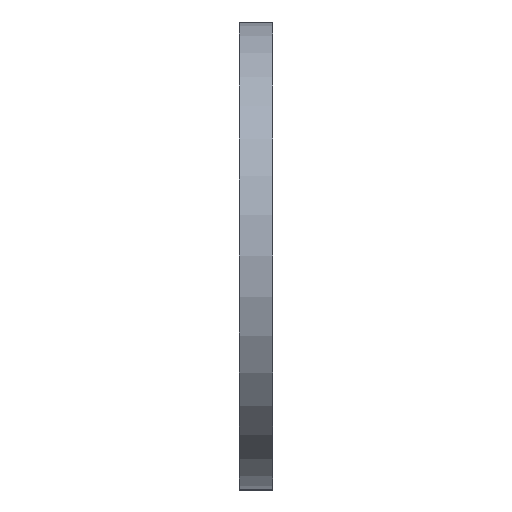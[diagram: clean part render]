
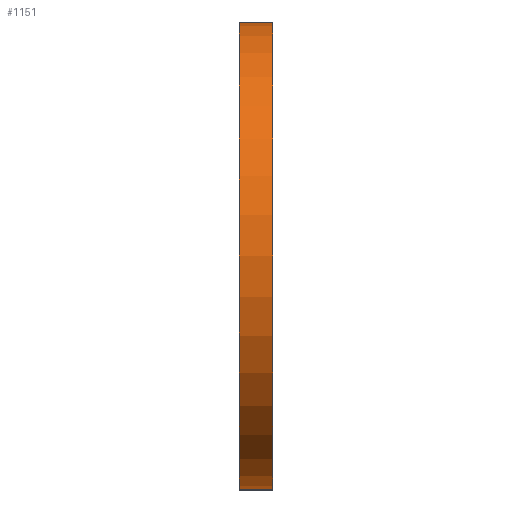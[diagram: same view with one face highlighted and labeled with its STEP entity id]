
A CAD part, left-side view. The second image highlights one B-rep face of the part: STEP entity #1151.
In plain terms, the highlighted cylindrical face has radius 15.875 mm (diameter 31.75 mm), a partial arc.
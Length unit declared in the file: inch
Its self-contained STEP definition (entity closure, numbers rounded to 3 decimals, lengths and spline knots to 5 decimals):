
#60 = VECTOR ( 'NONE', #925, 39.37008 ) ;
#221 = AXIS2_PLACEMENT_3D ( 'NONE', #1472, #446, #1657 ) ;
#275 = AXIS2_PLACEMENT_3D ( 'NONE', #776, #773, #764 ) ;
#279 = EDGE_LOOP ( 'NONE', ( #1882, #747, #1041, #1901 ) ) ;
#288 = EDGE_CURVE ( 'NONE', #1311, #835, #319, .T. ) ;
#319 = CIRCLE ( 'NONE', #275, 0.625 ) ;
#374 = LINE ( 'NONE', #1830, #2150 ) ;
#381 = AXIS2_PLACEMENT_3D ( 'NONE', #1336, #746, #1508 ) ;
#404 = VERTEX_POINT ( 'NONE', #1309 ) ;
#407 = CIRCLE ( 'NONE', #221, 0.625 ) ;
#446 = DIRECTION ( 'NONE',  ( 0., 1., 0. ) ) ;
#447 = CYLINDRICAL_SURFACE ( 'NONE', #381, 0.625 ) ;
#507 = FACE_OUTER_BOUND ( 'NONE', #279, .T. ) ;
#520 = LINE ( 'NONE', #758, #60 ) ;
#655 = EDGE_CURVE ( 'NONE', #835, #2074, #374, .T. ) ;
#746 = DIRECTION ( 'NONE',  ( 0., -1., 0. ) ) ;
#747 = ORIENTED_EDGE ( 'NONE', *, *, #655, .F. ) ;
#758 = CARTESIAN_POINT ( 'NONE',  ( -1.5, 0.09, -0.625 ) ) ;
#764 = DIRECTION ( 'NONE',  ( 0., 0., 1. ) ) ;
#773 = DIRECTION ( 'NONE',  ( 0., 1., 0. ) ) ;
#776 = CARTESIAN_POINT ( 'NONE',  ( -1.5, 0.09, 0. ) ) ;
#835 = VERTEX_POINT ( 'NONE', #1038 ) ;
#897 = CARTESIAN_POINT ( 'NONE',  ( -1.5, 0.09, -0.625 ) ) ;
#925 = DIRECTION ( 'NONE',  ( 0., -1., 0. ) ) ;
#1038 = CARTESIAN_POINT ( 'NONE',  ( -1.5, 0.09, 0.625 ) ) ;
#1041 = ORIENTED_EDGE ( 'NONE', *, *, #288, .F. ) ;
#1151 = ADVANCED_FACE ( 'NONE', ( #507 ), #447, .T. ) ;
#1309 = CARTESIAN_POINT ( 'NONE',  ( -1.5, 0., -0.625 ) ) ;
#1311 = VERTEX_POINT ( 'NONE', #897 ) ;
#1336 = CARTESIAN_POINT ( 'NONE',  ( -1.5, 0.09, 0. ) ) ;
#1426 = EDGE_CURVE ( 'NONE', #1311, #404, #520, .T. ) ;
#1429 = CARTESIAN_POINT ( 'NONE',  ( -1.5, 0., 0.625 ) ) ;
#1472 = CARTESIAN_POINT ( 'NONE',  ( -1.5, 0., 0. ) ) ;
#1498 = EDGE_CURVE ( 'NONE', #404, #2074, #407, .T. ) ;
#1508 = DIRECTION ( 'NONE',  ( 0., 0., -1. ) ) ;
#1657 = DIRECTION ( 'NONE',  ( 0., 0., 1. ) ) ;
#1830 = CARTESIAN_POINT ( 'NONE',  ( -1.5, 0.09, 0.625 ) ) ;
#1882 = ORIENTED_EDGE ( 'NONE', *, *, #1498, .T. ) ;
#1901 = ORIENTED_EDGE ( 'NONE', *, *, #1426, .T. ) ;
#2022 = DIRECTION ( 'NONE',  ( 0., -1., 0. ) ) ;
#2074 = VERTEX_POINT ( 'NONE', #1429 ) ;
#2150 = VECTOR ( 'NONE', #2022, 39.37008 ) ;
